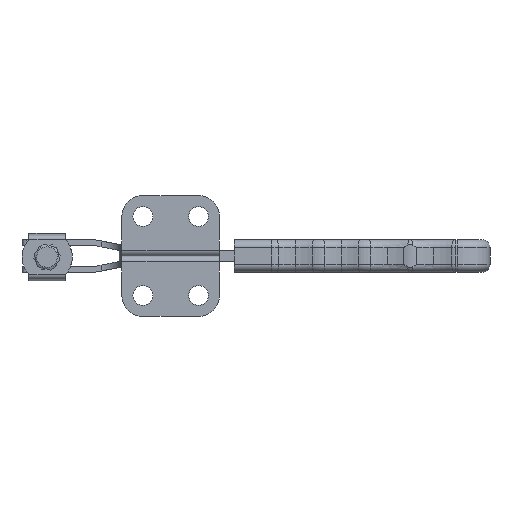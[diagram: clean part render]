
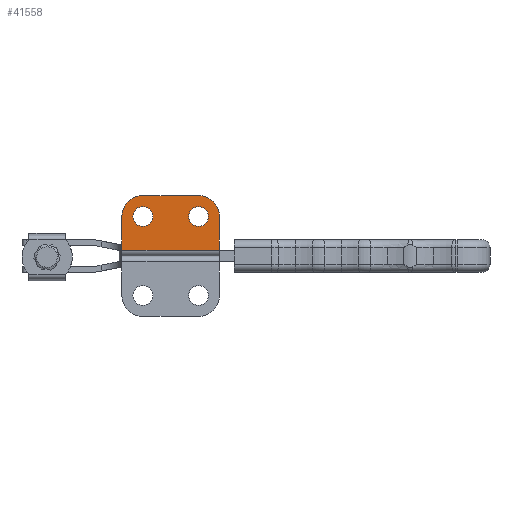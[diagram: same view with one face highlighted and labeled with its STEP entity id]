
A CAD part, front view. The second image highlights one B-rep face of the part: STEP entity #41558.
In plain terms, the highlighted planar face has unit normal (0, -1, 0).
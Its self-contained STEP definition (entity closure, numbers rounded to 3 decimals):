
#41198 = VERTEX_POINT ( 'NONE', #63131 ) ;
#41229 = VERTEX_POINT ( 'NONE', #63172 ) ;
#41305 = VERTEX_POINT ( 'NONE', #70777 ) ;
#41325 = VERTEX_POINT ( 'NONE', #70808 ) ;
#41354 = EDGE_CURVE ( 'NONE', #41229, #41198, #70810, .T. ) ;
#41413 = EDGE_CURVE ( 'NONE', #41305, #41325, #70895, .T. ) ;
#41424 = VERTEX_POINT ( 'NONE', #70928 ) ;
#41428 = VERTEX_POINT ( 'NONE', #70943 ) ;
#41431 = EDGE_LOOP ( 'NONE', ( #41561, #41520, #41571, #41549, #41560, #41539 ) ) ;
#41438 = EDGE_CURVE ( 'NONE', #41428, #41424, #70979, .T. ) ;
#41448 = EDGE_CURVE ( 'NONE', #41424, #41563, #70949, .T. ) ;
#41509 = ORIENTED_EDGE ( 'NONE', *, *, #41537, .F. ) ;
#41511 = ORIENTED_EDGE ( 'NONE', *, *, #41354, .F. ) ;
#41512 = EDGE_CURVE ( 'NONE', #41325, #41305, #63194, .T. ) ;
#41514 = ORIENTED_EDGE ( 'NONE', *, *, #41413, .F. ) ;
#41515 = ORIENTED_EDGE ( 'NONE', *, *, #41512, .F. ) ;
#41520 = ORIENTED_EDGE ( 'NONE', *, *, #41448, .T. ) ;
#41521 = EDGE_CURVE ( 'NONE', #41523, #41563, #71041, .T. ) ;
#41523 = VERTEX_POINT ( 'NONE', #71045 ) ;
#41525 = VERTEX_POINT ( 'NONE', #71042 ) ;
#41527 = EDGE_CURVE ( 'NONE', #41523, #41525, #71034, .T. ) ;
#41529 = EDGE_LOOP ( 'NONE', ( #41509, #41511 ) ) ;
#41531 = EDGE_CURVE ( 'NONE', #41525, #41553, #71047, .T. ) ;
#41534 = EDGE_LOOP ( 'NONE', ( #41515, #41514 ) ) ;
#41536 = EDGE_CURVE ( 'NONE', #41553, #41428, #71040, .T. ) ;
#41537 = EDGE_CURVE ( 'NONE', #41198, #41229, #71027, .T. ) ;
#41539 = ORIENTED_EDGE ( 'NONE', *, *, #41536, .T. ) ;
#41549 = ORIENTED_EDGE ( 'NONE', *, *, #41527, .T. ) ;
#41553 = VERTEX_POINT ( 'NONE', #71076 ) ;
#41558 = ADVANCED_FACE ( 'NONE', ( #71066, #71025, #71029 ), #71068, .F. ) ;
#41560 = ORIENTED_EDGE ( 'NONE', *, *, #41531, .T. ) ;
#41561 = ORIENTED_EDGE ( 'NONE', *, *, #41438, .T. ) ;
#41563 = VERTEX_POINT ( 'NONE', #71026 ) ;
#41571 = ORIENTED_EDGE ( 'NONE', *, *, #41521, .F. ) ;
#63131 = CARTESIAN_POINT ( 'NONE',  ( 9., 0., 12.75 ) ) ;
#63172 = CARTESIAN_POINT ( 'NONE',  ( 9., 0., 21.25 ) ) ;
#63194 = CIRCLE ( 'NONE', #66950, 4.25 ) ;
#66950 = AXIS2_PLACEMENT_3D ( 'NONE', #66966, #66952, #66951 ) ;
#66951 = DIRECTION ( 'NONE',  ( 0., 0., -1. ) ) ;
#66952 = DIRECTION ( 'NONE',  ( 0., -1., 0. ) ) ;
#66966 = CARTESIAN_POINT ( 'NONE',  ( 33., 0., 17. ) ) ;
#70777 = CARTESIAN_POINT ( 'NONE',  ( 33., 0., 21.25 ) ) ;
#70808 = CARTESIAN_POINT ( 'NONE',  ( 33., 0., 12.75 ) ) ;
#70810 = CIRCLE ( 'NONE', #70844, 4.25 ) ;
#70842 = DIRECTION ( 'NONE',  ( 0., 0., -1. ) ) ;
#70843 = DIRECTION ( 'NONE',  ( 0., -1., 0. ) ) ;
#70844 = AXIS2_PLACEMENT_3D ( 'NONE', #70849, #70843, #70842 ) ;
#70849 = CARTESIAN_POINT ( 'NONE',  ( 9., 0., 17. ) ) ;
#70895 = CIRCLE ( 'NONE', #70942, 4.25 ) ;
#70928 = CARTESIAN_POINT ( 'NONE',  ( 0., 0., 2.5 ) ) ;
#70939 = DIRECTION ( 'NONE',  ( 0., 0., -1. ) ) ;
#70940 = DIRECTION ( 'NONE',  ( 0., -1., 0. ) ) ;
#70941 = CARTESIAN_POINT ( 'NONE',  ( 33., 0., 17. ) ) ;
#70942 = AXIS2_PLACEMENT_3D ( 'NONE', #70941, #70940, #70939 ) ;
#70943 = CARTESIAN_POINT ( 'NONE',  ( 0., 0., 17. ) ) ;
#70949 = LINE ( 'NONE', #70967, #70961 ) ;
#70960 = DIRECTION ( 'NONE',  ( 1., 0., 0. ) ) ;
#70961 = VECTOR ( 'NONE', #70960, 1000. ) ;
#70967 = CARTESIAN_POINT ( 'NONE',  ( 0., 0., 2.5 ) ) ;
#70976 = DIRECTION ( 'NONE',  ( 0., 0., -1. ) ) ;
#70977 = VECTOR ( 'NONE', #70976, 1000. ) ;
#70978 = CARTESIAN_POINT ( 'NONE',  ( 0., 0., 2.5 ) ) ;
#70979 = LINE ( 'NONE', #70978, #70977 ) ;
#71019 = AXIS2_PLACEMENT_3D ( 'NONE', #71075, #71074, #71073 ) ;
#71020 = AXIS2_PLACEMENT_3D ( 'NONE', #71064, #71063, #71062 ) ;
#71021 = DIRECTION ( 'NONE',  ( -1., 0., 0. ) ) ;
#71022 = VECTOR ( 'NONE', #71021, 1000. ) ;
#71023 = DIRECTION ( 'NONE',  ( 0., 0., -1. ) ) ;
#71024 = DIRECTION ( 'NONE',  ( 0., -1., 0. ) ) ;
#71025 = FACE_BOUND ( 'NONE', #41529, .T. ) ;
#71026 = CARTESIAN_POINT ( 'NONE',  ( 42., 0., 2.5 ) ) ;
#71027 = CIRCLE ( 'NONE', #71019, 4.25 ) ;
#71028 = CARTESIAN_POINT ( 'NONE',  ( 9., 0., 17. ) ) ;
#71029 = FACE_BOUND ( 'NONE', #41534, .T. ) ;
#71030 = CARTESIAN_POINT ( 'NONE',  ( 33., 0., 17. ) ) ;
#71031 = DIRECTION ( 'NONE',  ( 0., 0., -1. ) ) ;
#71032 = VECTOR ( 'NONE', #71031, 1000. ) ;
#71033 = CARTESIAN_POINT ( 'NONE',  ( 42., 0., 2.5 ) ) ;
#71034 = CIRCLE ( 'NONE', #71044, 9. ) ;
#71040 = CIRCLE ( 'NONE', #71080, 9. ) ;
#71041 = LINE ( 'NONE', #71033, #71032 ) ;
#71042 = CARTESIAN_POINT ( 'NONE',  ( 33., 0., 26. ) ) ;
#71044 = AXIS2_PLACEMENT_3D ( 'NONE', #71030, #71024, #71023 ) ;
#71045 = CARTESIAN_POINT ( 'NONE',  ( 42., 0., 17. ) ) ;
#71046 = CARTESIAN_POINT ( 'NONE',  ( 33., 0., 26. ) ) ;
#71047 = LINE ( 'NONE', #71046, #71022 ) ;
#71062 = DIRECTION ( 'NONE',  ( 0., 0., 1. ) ) ;
#71063 = DIRECTION ( 'NONE',  ( 0., 1., 0. ) ) ;
#71064 = CARTESIAN_POINT ( 'NONE',  ( 0., 0., 2.5 ) ) ;
#71066 = FACE_OUTER_BOUND ( 'NONE', #41431, .T. ) ;
#71068 = PLANE ( 'NONE',  #71020 ) ;
#71073 = DIRECTION ( 'NONE',  ( 0., 0., -1. ) ) ;
#71074 = DIRECTION ( 'NONE',  ( 0., -1., 0. ) ) ;
#71075 = CARTESIAN_POINT ( 'NONE',  ( 9., 0., 17. ) ) ;
#71076 = CARTESIAN_POINT ( 'NONE',  ( 9., 0., 26. ) ) ;
#71078 = DIRECTION ( 'NONE',  ( 0., 0., -1. ) ) ;
#71079 = DIRECTION ( 'NONE',  ( 0., -1., 0. ) ) ;
#71080 = AXIS2_PLACEMENT_3D ( 'NONE', #71028, #71079, #71078 ) ;
